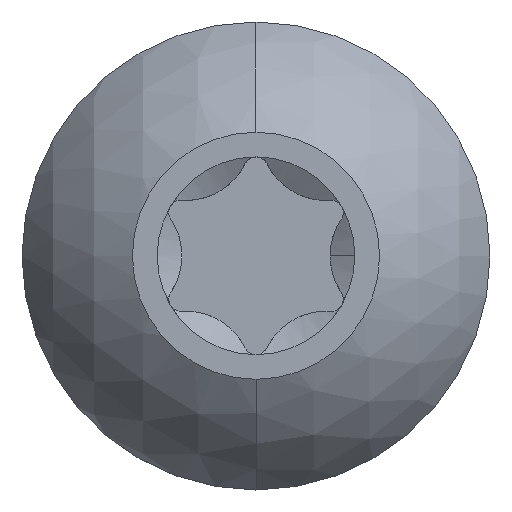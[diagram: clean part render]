
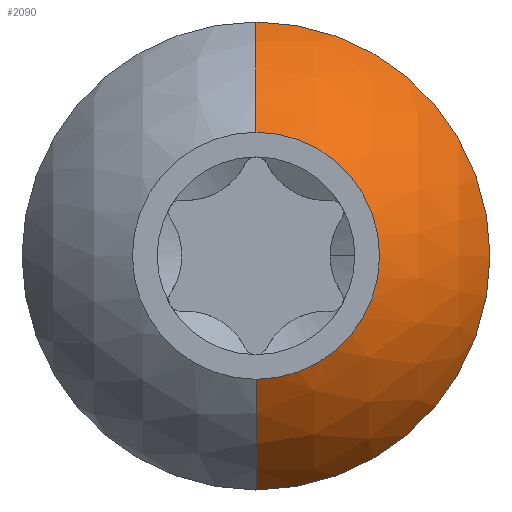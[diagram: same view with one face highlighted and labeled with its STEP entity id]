
A CAD part, top view. The second image highlights one B-rep face of the part: STEP entity #2090.
In plain terms, the highlighted spherical face has radius 1.683 mm.
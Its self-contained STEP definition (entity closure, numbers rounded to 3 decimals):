
#14 = CIRCLE ( 'NONE', #1873, 1.683 ) ;
#15 = CIRCLE ( 'NONE', #3525, 1.515 ) ;
#71 = DIRECTION ( 'NONE',  ( 0., 0., 1. ) ) ;
#92 = EDGE_CURVE ( 'NONE', #3382, #499, #15, .T. ) ;
#127 = DIRECTION ( 'NONE',  ( 0., 0., 1. ) ) ;
#182 = DIRECTION ( 'NONE',  ( 0., -1., 0. ) ) ;
#348 = ORIENTED_EDGE ( 'NONE', *, *, #3890, .T. ) ;
#369 = VERTEX_POINT ( 'NONE', #3378 ) ;
#392 = CARTESIAN_POINT ( 'NONE',  ( 0., 0., -0.748 ) ) ;
#427 = FACE_OUTER_BOUND ( 'NONE', #665, .T. ) ;
#428 = EDGE_CURVE ( 'NONE', #3382, #922, #14, .T. ) ;
#436 = DIRECTION ( 'NONE',  ( 0., -1., 0. ) ) ;
#448 = CARTESIAN_POINT ( 'NONE',  ( 0., 0., -1.48 ) ) ;
#477 = EDGE_CURVE ( 'NONE', #922, #369, #3129, .T. ) ;
#487 = CARTESIAN_POINT ( 'NONE',  ( 0., 1.515, -0.748 ) ) ;
#499 = VERTEX_POINT ( 'NONE', #2203 ) ;
#621 = SPHERICAL_SURFACE ( 'NONE', #2169, 1.683 ) ;
#646 = CARTESIAN_POINT ( 'NONE',  ( 0., -0.8, 0. ) ) ;
#665 = EDGE_LOOP ( 'NONE', ( #1809, #3328, #348, #3548, #1714 ) ) ;
#922 = VERTEX_POINT ( 'NONE', #646 ) ;
#1012 = DIRECTION ( 'NONE',  ( -1., 0., 0. ) ) ;
#1133 = VERTEX_POINT ( 'NONE', #487 ) ;
#1381 = AXIS2_PLACEMENT_3D ( 'NONE', #1940, #127, #1911 ) ;
#1390 = AXIS2_PLACEMENT_3D ( 'NONE', #392, #1909, #2558 ) ;
#1495 = CIRCLE ( 'NONE', #2973, 1.683 ) ;
#1714 = ORIENTED_EDGE ( 'NONE', *, *, #428, .F. ) ;
#1731 = DIRECTION ( 'NONE',  ( 1., 0., 0. ) ) ;
#1809 = ORIENTED_EDGE ( 'NONE', *, *, #92, .T. ) ;
#1873 = AXIS2_PLACEMENT_3D ( 'NONE', #3098, #1012, #436 ) ;
#1876 = DIRECTION ( 'NONE',  ( 1., 0., 0. ) ) ;
#1909 = DIRECTION ( 'NONE',  ( 0., 0., 1. ) ) ;
#1911 = DIRECTION ( 'NONE',  ( 1., 0., 0. ) ) ;
#1915 = CARTESIAN_POINT ( 'NONE',  ( 0., 0., -0.748 ) ) ;
#1940 = CARTESIAN_POINT ( 'NONE',  ( 0., 0., 0. ) ) ;
#2090 = ADVANCED_FACE ( 'NONE', ( #427 ), #621, .T. ) ;
#2169 = AXIS2_PLACEMENT_3D ( 'NONE', #3542, #1731, #182 ) ;
#2203 = CARTESIAN_POINT ( 'NONE',  ( 1.515, 0., -0.748 ) ) ;
#2558 = DIRECTION ( 'NONE',  ( 1., 0., 0. ) ) ;
#2654 = CIRCLE ( 'NONE', #1390, 1.515 ) ;
#2877 = CARTESIAN_POINT ( 'NONE',  ( 0., -1.515, -0.748 ) ) ;
#2973 = AXIS2_PLACEMENT_3D ( 'NONE', #448, #3459, #3204 ) ;
#3098 = CARTESIAN_POINT ( 'NONE',  ( 0., 0., -1.48 ) ) ;
#3129 = CIRCLE ( 'NONE', #1381, 0.8 ) ;
#3204 = DIRECTION ( 'NONE',  ( 0., 1., 0. ) ) ;
#3328 = ORIENTED_EDGE ( 'NONE', *, *, #3743, .T. ) ;
#3378 = CARTESIAN_POINT ( 'NONE',  ( 0., 0.8, 0. ) ) ;
#3382 = VERTEX_POINT ( 'NONE', #2877 ) ;
#3459 = DIRECTION ( 'NONE',  ( 1., 0., 0. ) ) ;
#3525 = AXIS2_PLACEMENT_3D ( 'NONE', #1915, #71, #1876 ) ;
#3542 = CARTESIAN_POINT ( 'NONE',  ( 0., 0., -1.48 ) ) ;
#3548 = ORIENTED_EDGE ( 'NONE', *, *, #477, .F. ) ;
#3743 = EDGE_CURVE ( 'NONE', #499, #1133, #2654, .T. ) ;
#3890 = EDGE_CURVE ( 'NONE', #1133, #369, #1495, .T. ) ;
